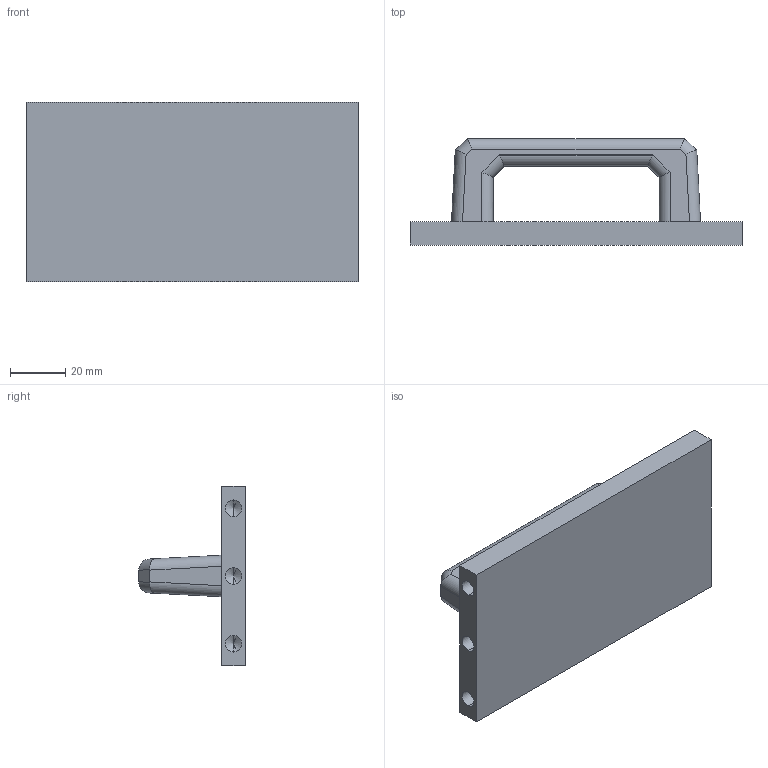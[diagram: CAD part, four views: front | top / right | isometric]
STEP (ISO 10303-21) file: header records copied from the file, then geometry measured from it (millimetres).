
FILE_DESCRIPTION (( 'STEP AP214' ), '1' );
FILE_NAME ('top.STEP', '2023-09-28T02:03:55', ( '' ), ( '' ), 'SwSTEP 2.0', 'SolidWorks 2023', '' );
FILE_SCHEMA (( 'AUTOMOTIVE_DESIGN' ));
Length unit declared in the file: millimetre
Products named in the file (1): top
Bounding box: 120 x 38.5 x 65 mm (x, y, z)
Volume: 81792.7 mm3; surface area: 24638.6 mm2
Topology: 1 solids, 1 shells, 63 faces, 171 edges, 104 vertices
Faces by surface type: cylinder 33, plane 18, cone 12
Entity records: 1896 total; most frequent: CARTESIAN_POINT 453, ORIENTED_EDGE 318, DIRECTION 269, EDGE_CURVE 159, VERTEX_POINT 104, VECTOR 93, LINE 93, AXIS2_PLACEMENT_3D 88
